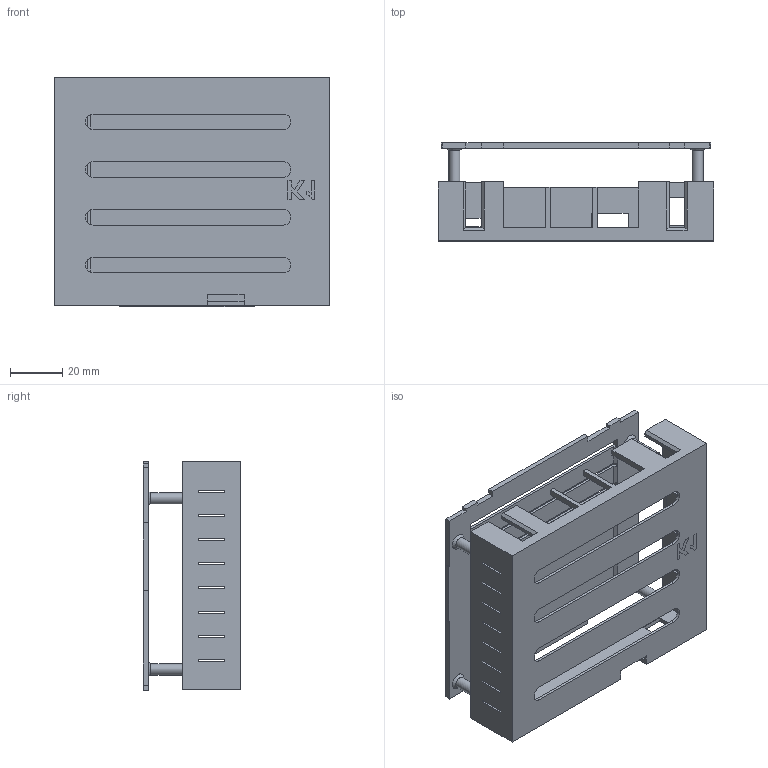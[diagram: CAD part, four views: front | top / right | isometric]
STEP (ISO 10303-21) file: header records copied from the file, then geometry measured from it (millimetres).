
FILE_DESCRIPTION(/* description */ (''),/* implementation_level */ '2;1');
FILE_NAME(/* name */ '0f21b474-de26-4a21-8687-38368c18bc5c.stp',/* time_stamp */ '2017-07-03T17:33:33+00:00',/* author */ (''),/* organization */ (''),/* preprocessor_version */ 'ST-DEVELOPER v16.13',/* originating_system */ 'Autodesk Translation Framework v6.1.1.50',/* authorisation */ '');
FILE_SCHEMA (('AUTOMOTIVE_DESIGN { 1 0 10303 214 3 1 1 }'));
Length unit declared in the file: millimetre
Products named in the file (1): espressobin_case v76
Bounding box: 105.8 x 37.6 x 88.1 mm (x, y, z)
Volume: 31498.1 mm3; surface area: 49289.3 mm2
Topology: 2 solids, 2 shells, 293 faces, 816 edges, 536 vertices
Faces by surface type: plane 262, cylinder 24, cone 4, bspline 3
Full cylindrical faces by diameter (mm): 3.25 x8, 4.25 x8
Entity records: 9177 total; most frequent: CARTESIAN_POINT 1653, ORIENTED_EDGE 1568, DIRECTION 1412, EDGE_CURVE 784, LINE 726, VECTOR 726, VERTEX_POINT 524, EDGE_LOOP 384
